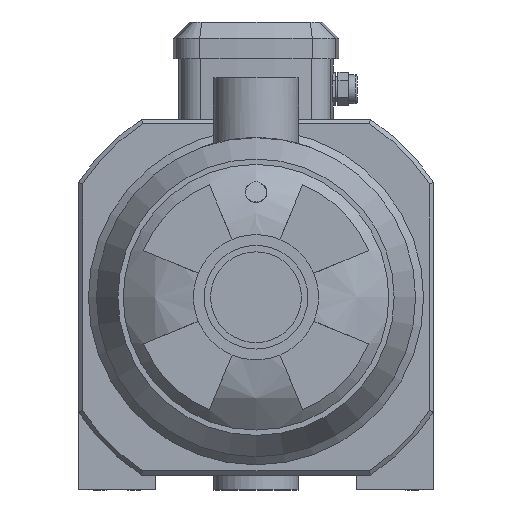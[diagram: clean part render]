
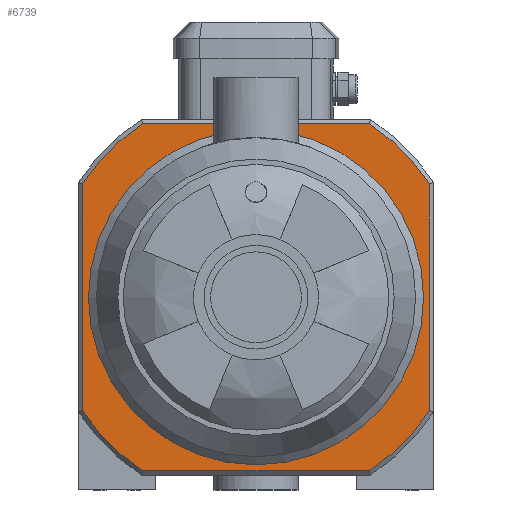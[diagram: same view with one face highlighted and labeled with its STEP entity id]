
A CAD part, left-side view. The second image highlights one B-rep face of the part: STEP entity #6739.
In plain terms, the highlighted planar face has unit normal (-1, 0, 0).
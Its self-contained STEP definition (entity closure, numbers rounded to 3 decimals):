
#67=FACE_BOUND('',#2155,.T.);
#207=LINE('',#9875,#850);
#209=LINE('',#9893,#852);
#211=LINE('',#9911,#854);
#213=LINE('',#9928,#856);
#850=VECTOR('',#7838,10.);
#852=VECTOR('',#7848,10.);
#854=VECTOR('',#7858,10.);
#856=VECTOR('',#7868,10.);
#1499=PLANE('',#7158);
#1756=FACE_OUTER_BOUND('',#2154,.T.);
#2154=EDGE_LOOP('',(#4707,#4708,#4709,#4710,#4711,#4712,#4713,#4714));
#2155=EDGE_LOOP('',(#4715));
#2641=CIRCLE('',#7137,96.75);
#2643=CIRCLE('',#7141,96.75);
#2645=CIRCLE('',#7145,96.75);
#2647=CIRCLE('',#7149,96.75);
#2651=CIRCLE('',#7159,78.25);
#2956=VERTEX_POINT('',#9859);
#2957=VERTEX_POINT('',#9860);
#2960=VERTEX_POINT('',#9874);
#2962=VERTEX_POINT('',#9883);
#2964=VERTEX_POINT('',#9892);
#2966=VERTEX_POINT('',#9901);
#2968=VERTEX_POINT('',#9910);
#2970=VERTEX_POINT('',#9919);
#2977=VERTEX_POINT('',#9949);
#3635=EDGE_CURVE('',#2956,#2957,#2641,.T.);
#3639=EDGE_CURVE('',#2957,#2960,#207,.T.);
#3642=EDGE_CURVE('',#2960,#2962,#2643,.T.);
#3645=EDGE_CURVE('',#2962,#2964,#209,.T.);
#3648=EDGE_CURVE('',#2964,#2966,#2645,.T.);
#3651=EDGE_CURVE('',#2966,#2968,#211,.T.);
#3654=EDGE_CURVE('',#2968,#2970,#2647,.T.);
#3657=EDGE_CURVE('',#2970,#2956,#213,.T.);
#3668=EDGE_CURVE('',#2977,#2977,#2651,.T.);
#4707=ORIENTED_EDGE('',*,*,#3635,.F.);
#4708=ORIENTED_EDGE('',*,*,#3657,.F.);
#4709=ORIENTED_EDGE('',*,*,#3654,.F.);
#4710=ORIENTED_EDGE('',*,*,#3651,.F.);
#4711=ORIENTED_EDGE('',*,*,#3648,.F.);
#4712=ORIENTED_EDGE('',*,*,#3645,.F.);
#4713=ORIENTED_EDGE('',*,*,#3642,.F.);
#4714=ORIENTED_EDGE('',*,*,#3639,.F.);
#4715=ORIENTED_EDGE('',*,*,#3668,.T.);
#6739=ADVANCED_FACE('',(#1756,#67),#1499,.T.);
#7137=AXIS2_PLACEMENT_3D('',#9861,#7832,#7833);
#7141=AXIS2_PLACEMENT_3D('',#9884,#7842,#7843);
#7145=AXIS2_PLACEMENT_3D('',#9902,#7852,#7853);
#7149=AXIS2_PLACEMENT_3D('',#9920,#7862,#7863);
#7158=AXIS2_PLACEMENT_3D('',#9948,#7889,#7890);
#7159=AXIS2_PLACEMENT_3D('',#9950,#7891,#7892);
#7832=DIRECTION('center_axis',(1.,0.,0.));
#7833=DIRECTION('ref_axis',(0.,0.542,-0.841));
#7838=DIRECTION('',(0.,0.,1.));
#7842=DIRECTION('center_axis',(1.,0.,0.));
#7843=DIRECTION('ref_axis',(0.,0.841,0.542));
#7848=DIRECTION('',(0.,-1.,0.));
#7852=DIRECTION('center_axis',(1.,0.,0.));
#7853=DIRECTION('ref_axis',(0.,-0.542,0.841));
#7858=DIRECTION('',(0.,0.,-1.));
#7862=DIRECTION('center_axis',(1.,0.,0.));
#7863=DIRECTION('ref_axis',(0.,-0.841,-0.542));
#7868=DIRECTION('',(0.,1.,0.));
#7889=DIRECTION('center_axis',(-1.,0.,0.));
#7890=DIRECTION('ref_axis',(0.,0.,1.));
#7891=DIRECTION('center_axis',(1.,0.,0.));
#7892=DIRECTION('ref_axis',(0.,1.,0.));
#9859=CARTESIAN_POINT('',(38.,52.911,9.));
#9860=CARTESIAN_POINT('',(38.,81.,37.089));
#9861=CARTESIAN_POINT('Origin',(38.,0.,90.));
#9874=CARTESIAN_POINT('',(38.,81.,142.911));
#9875=CARTESIAN_POINT('',(38.,81.,63.249));
#9883=CARTESIAN_POINT('',(38.,52.911,171.));
#9884=CARTESIAN_POINT('Origin',(38.,0.,90.));
#9892=CARTESIAN_POINT('',(38.,-52.911,171.));
#9893=CARTESIAN_POINT('',(38.,66.814,171.));
#9901=CARTESIAN_POINT('',(38.,-81.,142.911));
#9902=CARTESIAN_POINT('Origin',(38.,0.,90.));
#9910=CARTESIAN_POINT('',(38.,-81.,37.089));
#9911=CARTESIAN_POINT('',(38.,-81.,116.751));
#9919=CARTESIAN_POINT('',(38.,-52.911,9.));
#9920=CARTESIAN_POINT('Origin',(38.,0.,90.));
#9928=CARTESIAN_POINT('',(38.,13.311,9.));
#9948=CARTESIAN_POINT('Origin',(38.,80.125,90.));
#9949=CARTESIAN_POINT('',(38.,78.25,90.));
#9950=CARTESIAN_POINT('Origin',(38.,0.,90.));
